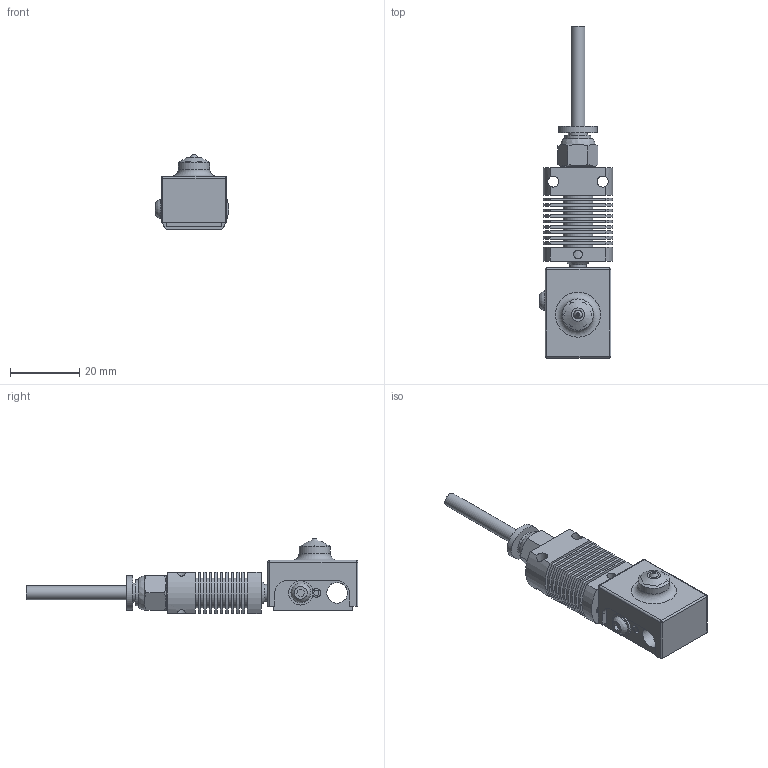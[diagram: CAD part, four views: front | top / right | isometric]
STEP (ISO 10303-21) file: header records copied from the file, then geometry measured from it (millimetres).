
FILE_DESCRIPTION(/* description */ (''),/* implementation_level */ '2;1');
FILE_NAME(/* name */ 'Positron V3 Hotend.step',/* time_stamp */ '2022-10-19T14:22:15-04:00',/* author */ (''),/* organization */ (''),/* preprocessor_version */ 'ST-DEVELOPER v19',/* originating_system */ 'Autodesk Translation Framework v11.7.0.108',/* authorisation */ '');
FILE_SCHEMA (('AUTOMOTIVE_DESIGN { 1 0 10303 214 3 1 1 }'));
Length unit declared in the file: millimetre
Products named in the file (15): Positron V3 Hotend; ender 3 heatbreak; E3D V6 Nozzle (0.4mm); mk8 radiator; M3x3.0; Hotend Heater block; M3x4 buttonhead; ISO 7380-1 M3x16mm; M3 Washer; Thermistor; Hotend block main body; Hotend Brass Insert; PTFE 4mm Fitting; Silicone Sock; Capricorn PTFE Tube
Assembly tree (14 placements, depth 4):
  Positron V3 Hotend
    ender 3 heatbreak
    E3D V6 Nozzle (0.4mm)
    mk8 radiator
      M3x3.0
    Hotend Heater block
      M3x4 buttonhead
        ISO 7380-1 M3x16mm
      M3 Washer
      Thermistor
      Hotend block main body
    Hotend Brass Insert
    PTFE 4mm Fitting
    Silicone Sock
    Capricorn PTFE Tube
Bounding box: 21.15 x 95.8 x 21.75 mm (x, y, z)
Volume: 12040.8 mm3; surface area: 15688.3 mm2
Topology: 13 solids, 13 shells, 443 faces, 1134 edges, 743 vertices
Faces by surface type: cylinder 235, plane 154, bspline 27, cone 17, sphere 8, torus 2
Full cylindrical faces by diameter (mm): 0.4 x1, 1.5 x1, 1.509 x12, 1.9 x1, 2 x3, 2.05 x16, 2.356 x12, 2.4 x1, 2.5 x4, 2.529 x2, 2.927 x12, 3.086 x3, 3.175 x1, 3.2 x3, 4 x3, 4.744 x4, 4.9 x1, 5 x1, 5.035 x4, 5.5 x1, 5.7 x1, 5.884 x4, 5.917 x5, 6 x3, 6.147 x2, 7 x8, 7.5 x1, 8 x1, 8.1 x1, 8.6 x10
Entity records: 28209 total; most frequent: CARTESIAN_POINT 17715, ORIENTED_EDGE 2234, DIRECTION 1876, EDGE_CURVE 1117, VERTEX_POINT 732, AXIS2_PLACEMENT_3D 707, EDGE_LOOP 509, LINE 462
